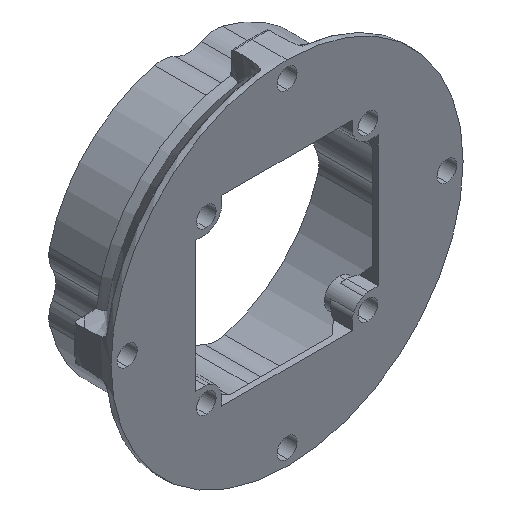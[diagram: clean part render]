
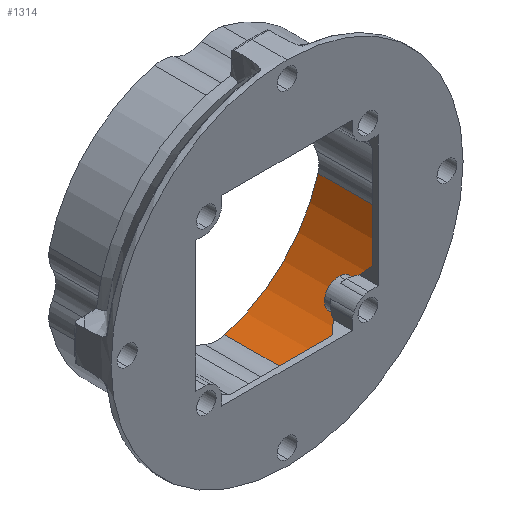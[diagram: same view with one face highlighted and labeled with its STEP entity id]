
A CAD part, isometric view. The second image highlights one B-rep face of the part: STEP entity #1314.
In plain terms, the highlighted cylindrical face has radius 23.2 mm (diameter 46.4 mm), a partial arc.
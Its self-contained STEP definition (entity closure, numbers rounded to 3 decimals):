
#204 = VECTOR ( 'NONE', #4645, 1000. ) ;
#630 = FACE_OUTER_BOUND ( 'NONE', #2620, .T. ) ;
#632 = LINE ( 'NONE', #5611, #204 ) ;
#797 = CARTESIAN_POINT ( 'NONE',  ( 6.258, 16., -22.34 ) ) ;
#1177 = DIRECTION ( 'NONE',  ( 0., 1., 0. ) ) ;
#1253 = CIRCLE ( 'NONE', #5373, 23.2 ) ;
#1275 = VERTEX_POINT ( 'NONE', #3779 ) ;
#1301 = ORIENTED_EDGE ( 'NONE', *, *, #3521, .T. ) ;
#1314 = ADVANCED_FACE ( 'NONE', ( #630 ), #4308, .F. ) ;
#1348 = VERTEX_POINT ( 'NONE', #3474 ) ;
#1667 = ORIENTED_EDGE ( 'NONE', *, *, #2351, .T. ) ;
#1792 = DIRECTION ( 'NONE',  ( 0., 0., 1. ) ) ;
#1795 = DIRECTION ( 'NONE',  ( 0., 0., -1. ) ) ;
#2193 = EDGE_CURVE ( 'NONE', #4678, #1275, #3988, .T. ) ;
#2218 = DIRECTION ( 'NONE',  ( 0., -1., 0. ) ) ;
#2246 = CARTESIAN_POINT ( 'NONE',  ( 0., 16., 0. ) ) ;
#2351 = EDGE_CURVE ( 'NONE', #1348, #4678, #3076, .T. ) ;
#2412 = ORIENTED_EDGE ( 'NONE', *, *, #2490, .T. ) ;
#2490 = EDGE_CURVE ( 'NONE', #5298, #1348, #632, .T. ) ;
#2569 = CARTESIAN_POINT ( 'NONE',  ( 0., 16., 0. ) ) ;
#2620 = EDGE_LOOP ( 'NONE', ( #1301, #2412, #1667, #4884 ) ) ;
#2698 = CARTESIAN_POINT ( 'NONE',  ( 22.34, 3., -6.258 ) ) ;
#3076 = CIRCLE ( 'NONE', #3175, 23.2 ) ;
#3175 = AXIS2_PLACEMENT_3D ( 'NONE', #4078, #2218, #1795 ) ;
#3474 = CARTESIAN_POINT ( 'NONE',  ( 6.258, 3., -22.34 ) ) ;
#3521 = EDGE_CURVE ( 'NONE', #1275, #5298, #1253, .T. ) ;
#3779 = CARTESIAN_POINT ( 'NONE',  ( 22.34, 16., -6.258 ) ) ;
#3988 = LINE ( 'NONE', #5281, #5473 ) ;
#4078 = CARTESIAN_POINT ( 'NONE',  ( 0., 3., 0. ) ) ;
#4308 = CYLINDRICAL_SURFACE ( 'NONE', #5368, 23.2 ) ;
#4340 = DIRECTION ( 'NONE',  ( 0., 0., -1. ) ) ;
#4645 = DIRECTION ( 'NONE',  ( 0., -1., 0. ) ) ;
#4678 = VERTEX_POINT ( 'NONE', #2698 ) ;
#4884 = ORIENTED_EDGE ( 'NONE', *, *, #2193, .T. ) ;
#5281 = CARTESIAN_POINT ( 'NONE',  ( 22.34, 16., -6.258 ) ) ;
#5298 = VERTEX_POINT ( 'NONE', #797 ) ;
#5368 = AXIS2_PLACEMENT_3D ( 'NONE', #2569, #5695, #4340 ) ;
#5373 = AXIS2_PLACEMENT_3D ( 'NONE', #2246, #5906, #1792 ) ;
#5473 = VECTOR ( 'NONE', #1177, 1000. ) ;
#5611 = CARTESIAN_POINT ( 'NONE',  ( 6.258, 16., -22.34 ) ) ;
#5695 = DIRECTION ( 'NONE',  ( 0., -1., 0. ) ) ;
#5906 = DIRECTION ( 'NONE',  ( 0., 1., 0. ) ) ;
